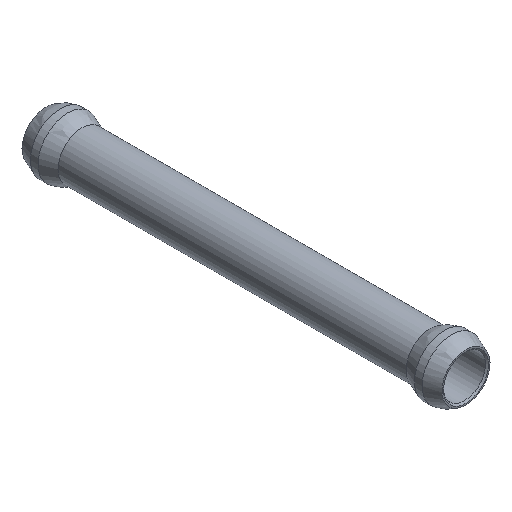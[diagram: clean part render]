
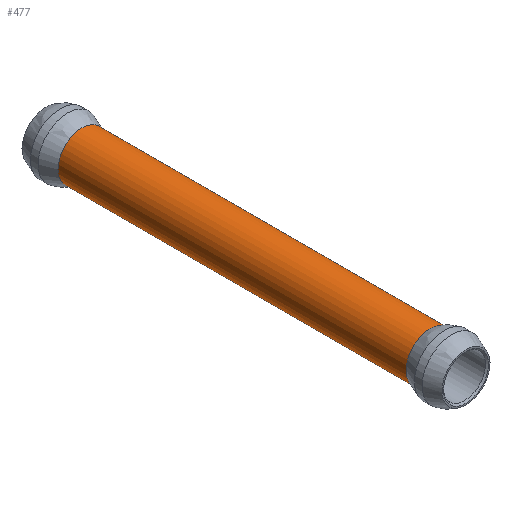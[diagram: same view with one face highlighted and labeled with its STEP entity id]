
A CAD part, isometric view. The second image highlights one B-rep face of the part: STEP entity #477.
In plain terms, the highlighted cylindrical face has radius 12.7 mm (diameter 25.4 mm), a full revolution.
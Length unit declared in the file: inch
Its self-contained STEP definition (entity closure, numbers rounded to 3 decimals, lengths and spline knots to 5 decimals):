
#1 = EDGE_LOOP ( 'NONE', ( #500 ) ) ;
#48 = DIRECTION ( 'NONE',  ( 0., 1., 0. ) ) ;
#75 = CIRCLE ( 'NONE', #431, 0.5 ) ;
#99 = CARTESIAN_POINT ( 'NONE',  ( 0., 0.375, 0. ) ) ;
#101 = CARTESIAN_POINT ( 'NONE',  ( 0., 7.625, 0.5 ) ) ;
#127 = CARTESIAN_POINT ( 'NONE',  ( 0., 7.625, 0. ) ) ;
#134 = VERTEX_POINT ( 'NONE', #101 ) ;
#137 = DIRECTION ( 'NONE',  ( 0., -1., 0. ) ) ;
#169 = VERTEX_POINT ( 'NONE', #497 ) ;
#257 = DIRECTION ( 'NONE',  ( 0., 1., 0. ) ) ;
#279 = AXIS2_PLACEMENT_3D ( 'NONE', #99, #137, #350 ) ;
#293 = FACE_OUTER_BOUND ( 'NONE', #373, .T. ) ;
#303 = EDGE_CURVE ( 'NONE', #169, #169, #507, .T. ) ;
#331 = FACE_OUTER_BOUND ( 'NONE', #1, .T. ) ;
#350 = DIRECTION ( 'NONE',  ( 0., 0., 1. ) ) ;
#373 = EDGE_LOOP ( 'NONE', ( #459 ) ) ;
#411 = CARTESIAN_POINT ( 'NONE',  ( 0., 8.375, 0. ) ) ;
#414 = DIRECTION ( 'NONE',  ( 0., 0., 1. ) ) ;
#431 = AXIS2_PLACEMENT_3D ( 'NONE', #127, #257, #414 ) ;
#456 = DIRECTION ( 'NONE',  ( 0., 0., 1. ) ) ;
#459 = ORIENTED_EDGE ( 'NONE', *, *, #501, .F. ) ;
#477 = ADVANCED_FACE ( 'NONE', ( #331, #293 ), #494, .T. ) ;
#489 = AXIS2_PLACEMENT_3D ( 'NONE', #411, #48, #456 ) ;
#494 = CYLINDRICAL_SURFACE ( 'NONE', #489, 0.5 ) ;
#497 = CARTESIAN_POINT ( 'NONE',  ( 0., 0.375, 0.5 ) ) ;
#500 = ORIENTED_EDGE ( 'NONE', *, *, #303, .F. ) ;
#501 = EDGE_CURVE ( 'NONE', #134, #134, #75, .T. ) ;
#507 = CIRCLE ( 'NONE', #279, 0.5 ) ;
